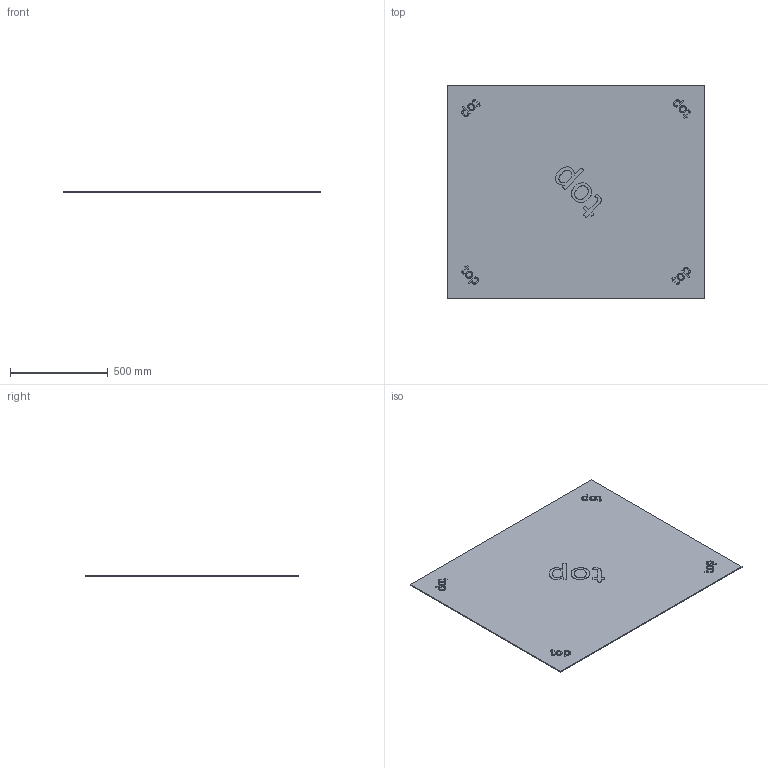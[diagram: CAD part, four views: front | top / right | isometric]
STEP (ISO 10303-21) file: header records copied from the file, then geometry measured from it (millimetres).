
FILE_DESCRIPTION(('STEP AP214'),'1');
FILE_NAME('cctmp_53D698A5-C5B6-4D71-BBF9-3EAD1EB9A5D3_2023_01_07_15_14_44_0704..stp','2023-01-07T14:14:45',('MiniTec Maschinenbau GmbH & Co.KG'),('CADClick - www.CADClick.com'),'Spatial InterOp 3D',' ','unknown authorization');
FILE_SCHEMA(('AUTOMOTIVE_DESIGN'));
Length unit declared in the file: millimetre
Products named in the file (3): cc_unnamed; 21.1811/0_1; 21.1811/0
Assembly tree (2 placements, depth 2):
  cc_unnamed
    21.1811/0_1
    21.1811/0
Bounding box: 1314 x 1090 x 5 mm (x, y, z)
Volume: 7155284.8 mm3; surface area: 5754128.5 mm2
Topology: 2 solids, 2 shells, 172 faces, 429 edges, 286 vertices
Faces by surface type: plane 97, bspline 75
Entity records: 17489 total; most frequent: CARTESIAN_POINT 12435, ORIENTED_EDGE 858, DIRECTION 479, EDGE_CURVE 429, VERTEX_POINT 286, LINE 279, VECTOR 279, EDGE_LOOP 197
